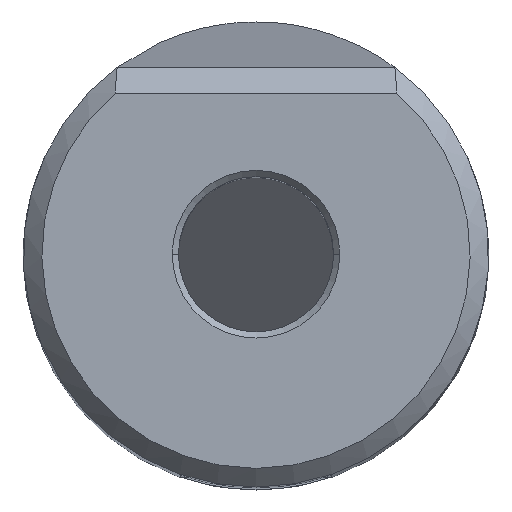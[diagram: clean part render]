
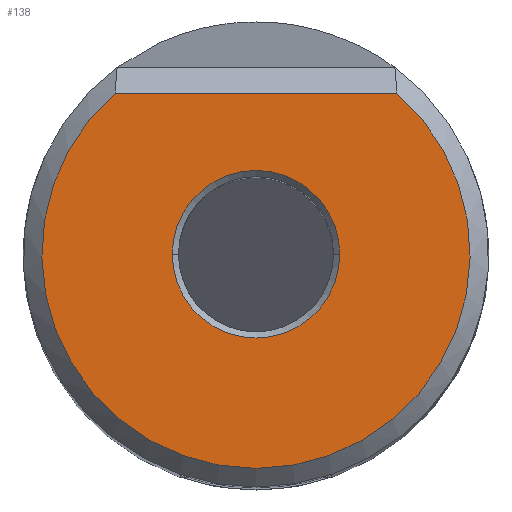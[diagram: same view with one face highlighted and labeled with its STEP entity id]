
A CAD part, top view. The second image highlights one B-rep face of the part: STEP entity #138.
In plain terms, the highlighted planar face has unit normal (0, 0, 1).
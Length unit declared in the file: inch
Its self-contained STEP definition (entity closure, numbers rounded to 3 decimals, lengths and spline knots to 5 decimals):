
#21 = DIRECTION ( 'NONE',  ( 0., 0., -1. ) ) ;
#24 = CARTESIAN_POINT ( 'NONE',  ( -0.135, 0., 0. ) ) ;
#27 = CARTESIAN_POINT ( 'NONE',  ( 0., 0., 0. ) ) ;
#35 = DIRECTION ( 'NONE',  ( 0., -1., 0. ) ) ;
#36 = FACE_OUTER_BOUND ( 'NONE', #229, .T. ) ;
#106 = FACE_BOUND ( 'NONE', #732, .T. ) ;
#111 = CARTESIAN_POINT ( 'NONE',  ( 0.22709, 0.25972, 0. ) ) ;
#116 = CIRCLE ( 'NONE', #165, 0.135 ) ;
#118 = VERTEX_POINT ( 'NONE', #24 ) ;
#126 = AXIS2_PLACEMENT_3D ( 'NONE', #768, #653, #221 ) ;
#138 = ADVANCED_FACE ( 'NONE', ( #106, #36 ), #278, .T. ) ;
#146 = VERTEX_POINT ( 'NONE', #458 ) ;
#159 = DIRECTION ( 'NONE',  ( 0., -1., 0. ) ) ;
#165 = AXIS2_PLACEMENT_3D ( 'NONE', #707, #21, #159 ) ;
#221 = DIRECTION ( 'NONE',  ( 0., -1., 0. ) ) ;
#229 = EDGE_LOOP ( 'NONE', ( #273, #739 ) ) ;
#249 = DIRECTION ( 'NONE',  ( 0., 0., 1. ) ) ;
#257 = LINE ( 'NONE', #741, #361 ) ;
#273 = ORIENTED_EDGE ( 'NONE', *, *, #434, .T. ) ;
#278 = PLANE ( 'NONE',  #126 ) ;
#307 = DIRECTION ( 'NONE',  ( -1., 0., 0. ) ) ;
#331 = ORIENTED_EDGE ( 'NONE', *, *, #527, .T. ) ;
#361 = VECTOR ( 'NONE', #307, 39.37008 ) ;
#370 = CARTESIAN_POINT ( 'NONE',  ( 0., 0., 0. ) ) ;
#403 = AXIS2_PLACEMENT_3D ( 'NONE', #370, #249, #505 ) ;
#412 = ORIENTED_EDGE ( 'NONE', *, *, #639, .T. ) ;
#434 = EDGE_CURVE ( 'NONE', #146, #685, #601, .T. ) ;
#458 = CARTESIAN_POINT ( 'NONE',  ( -0.22709, 0.25972, 0. ) ) ;
#505 = DIRECTION ( 'NONE',  ( 0., -1., 0. ) ) ;
#527 = EDGE_CURVE ( 'NONE', #118, #616, #548, .T. ) ;
#548 = CIRCLE ( 'NONE', #679, 0.135 ) ;
#575 = DIRECTION ( 'NONE',  ( 0., 0., -1. ) ) ;
#601 = CIRCLE ( 'NONE', #403, 0.345 ) ;
#616 = VERTEX_POINT ( 'NONE', #652 ) ;
#639 = EDGE_CURVE ( 'NONE', #616, #118, #116, .T. ) ;
#652 = CARTESIAN_POINT ( 'NONE',  ( 0.135, 0., 0. ) ) ;
#653 = DIRECTION ( 'NONE',  ( 0., 0., 1. ) ) ;
#679 = AXIS2_PLACEMENT_3D ( 'NONE', #27, #575, #35 ) ;
#685 = VERTEX_POINT ( 'NONE', #111 ) ;
#707 = CARTESIAN_POINT ( 'NONE',  ( 0., 0., 0. ) ) ;
#732 = EDGE_LOOP ( 'NONE', ( #412, #331 ) ) ;
#739 = ORIENTED_EDGE ( 'NONE', *, *, #792, .T. ) ;
#741 = CARTESIAN_POINT ( 'NONE',  ( 0., 0.25972, 0. ) ) ;
#768 = CARTESIAN_POINT ( 'NONE',  ( 0., 0., 0. ) ) ;
#792 = EDGE_CURVE ( 'NONE', #685, #146, #257, .T. ) ;
